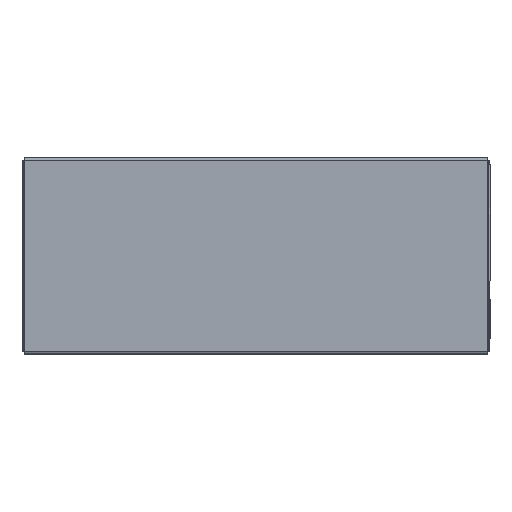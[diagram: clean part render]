
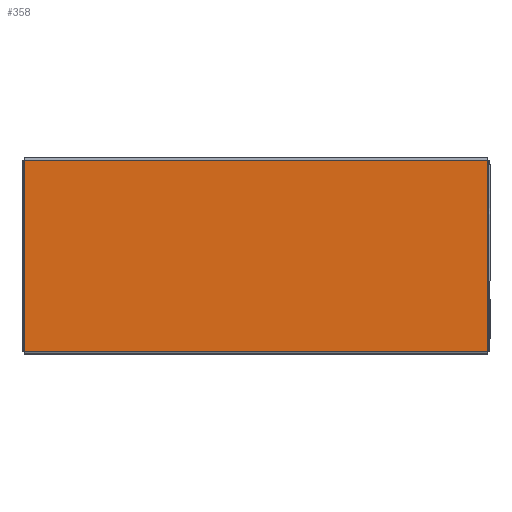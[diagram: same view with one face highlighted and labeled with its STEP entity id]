
A CAD part, top view. The second image highlights one B-rep face of the part: STEP entity #358.
In plain terms, the highlighted planar face has unit normal (0, 0, 1).
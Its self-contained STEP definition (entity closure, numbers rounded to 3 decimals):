
#155 = EDGE_LOOP ( 'NONE', ( #211, #582, #2180, #1172 ) ) ;
#161 = VERTEX_POINT ( 'NONE', #1905 ) ;
#211 = ORIENTED_EDGE ( 'NONE', *, *, #965, .T. ) ;
#273 = VECTOR ( 'NONE', #1706, 1000. ) ;
#283 = CARTESIAN_POINT ( 'NONE',  ( 219.8, 90.8, 0. ) ) ;
#358 = ADVANCED_FACE ( 'NONE', ( #2041 ), #910, .T. ) ;
#520 = LINE ( 'NONE', #1361, #1329 ) ;
#582 = ORIENTED_EDGE ( 'NONE', *, *, #853, .F. ) ;
#585 = DIRECTION ( 'NONE',  ( 1., 0., 0. ) ) ;
#658 = AXIS2_PLACEMENT_3D ( 'NONE', #1446, #1269, #585 ) ;
#691 = VERTEX_POINT ( 'NONE', #1020 ) ;
#744 = VERTEX_POINT ( 'NONE', #1744 ) ;
#853 = EDGE_CURVE ( 'NONE', #161, #691, #1707, .T. ) ;
#910 = PLANE ( 'NONE',  #658 ) ;
#965 = EDGE_CURVE ( 'NONE', #2099, #691, #2008, .T. ) ;
#1010 = DIRECTION ( 'NONE',  ( 0., 1., 0. ) ) ;
#1020 = CARTESIAN_POINT ( 'NONE',  ( 219.8, -90.8, 0. ) ) ;
#1172 = ORIENTED_EDGE ( 'NONE', *, *, #1908, .F. ) ;
#1176 = DIRECTION ( 'NONE',  ( 1., 0., 0. ) ) ;
#1269 = DIRECTION ( 'NONE',  ( 0., 0., 1. ) ) ;
#1308 = VECTOR ( 'NONE', #1946, 1000. ) ;
#1329 = VECTOR ( 'NONE', #1010, 1000. ) ;
#1361 = CARTESIAN_POINT ( 'NONE',  ( -219.8, -90.8, 0. ) ) ;
#1446 = CARTESIAN_POINT ( 'NONE',  ( 0., 0., 0. ) ) ;
#1491 = VECTOR ( 'NONE', #1176, 1000. ) ;
#1519 = EDGE_CURVE ( 'NONE', #161, #744, #2112, .T. ) ;
#1685 = CARTESIAN_POINT ( 'NONE',  ( 222., -90.8, 0. ) ) ;
#1706 = DIRECTION ( 'NONE',  ( -1., 0., 0. ) ) ;
#1707 = LINE ( 'NONE', #283, #1308 ) ;
#1744 = CARTESIAN_POINT ( 'NONE',  ( -219.8, 90.8, 0. ) ) ;
#1883 = CARTESIAN_POINT ( 'NONE',  ( 222., 90.8, 0. ) ) ;
#1905 = CARTESIAN_POINT ( 'NONE',  ( 219.8, 90.8, 0. ) ) ;
#1908 = EDGE_CURVE ( 'NONE', #2099, #744, #520, .T. ) ;
#1946 = DIRECTION ( 'NONE',  ( 0., -1., 0. ) ) ;
#2008 = LINE ( 'NONE', #1685, #1491 ) ;
#2041 = FACE_OUTER_BOUND ( 'NONE', #155, .T. ) ;
#2099 = VERTEX_POINT ( 'NONE', #2231 ) ;
#2112 = LINE ( 'NONE', #1883, #273 ) ;
#2180 = ORIENTED_EDGE ( 'NONE', *, *, #1519, .T. ) ;
#2231 = CARTESIAN_POINT ( 'NONE',  ( -219.8, -90.8, 0. ) ) ;
